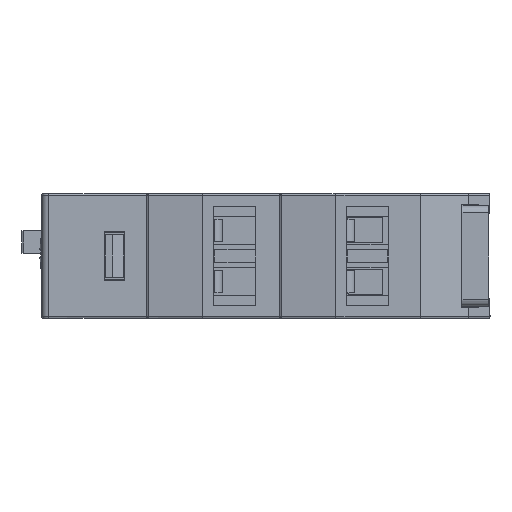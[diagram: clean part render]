
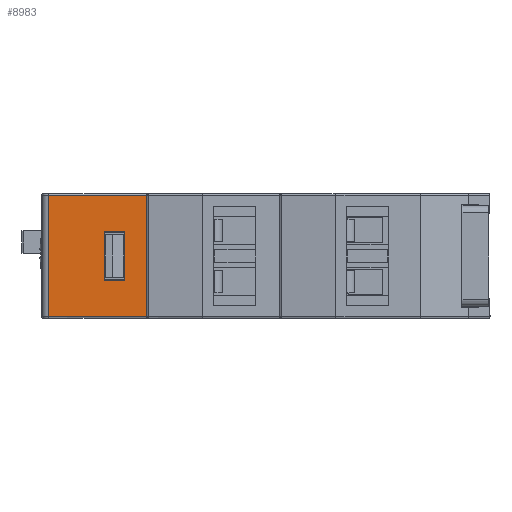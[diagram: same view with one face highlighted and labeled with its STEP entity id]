
A CAD part, left-side view. The second image highlights one B-rep face of the part: STEP entity #8983.
In plain terms, the highlighted planar face has unit normal (-1, 0, 0).
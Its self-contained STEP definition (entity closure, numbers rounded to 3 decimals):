
#438 = LINE ( 'NONE', #27502, #32930 ) ;
#2187 = VERTEX_POINT ( 'NONE', #20396 ) ;
#3031 = DIRECTION ( 'NONE',  ( 0., 0., -1. ) ) ;
#3649 = CARTESIAN_POINT ( 'NONE',  ( -39.056, 32.548, -4.65 ) ) ;
#3791 = VECTOR ( 'NONE', #5473, 1000. ) ;
#4083 = CARTESIAN_POINT ( 'NONE',  ( -39.056, 26.548, -9.85 ) ) ;
#4659 = LINE ( 'NONE', #10438, #52364 ) ;
#5163 = VERTEX_POINT ( 'NONE', #15728 ) ;
#5276 = CARTESIAN_POINT ( 'NONE',  ( -39.056, 26.548, 2.35 ) ) ;
#5473 = DIRECTION ( 'NONE',  ( 0., -1., 0. ) ) ;
#6661 = DIRECTION ( 'NONE',  ( 0., 0., -1. ) ) ;
#8109 = EDGE_LOOP ( 'NONE', ( #56005, #37238, #10534, #45014 ) ) ;
#8454 = LINE ( 'NONE', #43068, #51789 ) ;
#8498 = DIRECTION ( 'NONE',  ( 1., 0., 0. ) ) ;
#8522 = DIRECTION ( 'NONE',  ( 0., 0., 1. ) ) ;
#8983 = ADVANCED_FACE ( 'NONE', ( #35358, #33898 ), #49486, .F. ) ;
#9056 = ORIENTED_EDGE ( 'NONE', *, *, #34480, .T. ) ;
#9526 = ORIENTED_EDGE ( 'NONE', *, *, #35003, .F. ) ;
#10438 = CARTESIAN_POINT ( 'NONE',  ( -39.056, 32.548, -4.65 ) ) ;
#10534 = ORIENTED_EDGE ( 'NONE', *, *, #41092, .T. ) ;
#11106 = CARTESIAN_POINT ( 'NONE',  ( -39.056, 40.548, -10.05 ) ) ;
#11187 = VERTEX_POINT ( 'NONE', #22332 ) ;
#11438 = AXIS2_PLACEMENT_3D ( 'NONE', #17585, #8498, #3031 ) ;
#13761 = CARTESIAN_POINT ( 'NONE',  ( -39.056, 26.548, 7.55 ) ) ;
#13981 = CARTESIAN_POINT ( 'NONE',  ( -39.056, 29.748, -4.65 ) ) ;
#14005 = LINE ( 'NONE', #42765, #43564 ) ;
#15728 = CARTESIAN_POINT ( 'NONE',  ( -39.056, 29.748, 2.35 ) ) ;
#17585 = CARTESIAN_POINT ( 'NONE',  ( -39.056, 26.548, 7.75 ) ) ;
#20396 = CARTESIAN_POINT ( 'NONE',  ( -39.056, 40.548, -9.85 ) ) ;
#22332 = CARTESIAN_POINT ( 'NONE',  ( -39.056, 26.548, -9.85 ) ) ;
#24373 = DIRECTION ( 'NONE',  ( 0., -1., 0. ) ) ;
#24965 = CARTESIAN_POINT ( 'NONE',  ( -39.056, 26.548, 7.55 ) ) ;
#25708 = EDGE_CURVE ( 'NONE', #2187, #11187, #56025, .T. ) ;
#27502 = CARTESIAN_POINT ( 'NONE',  ( -39.056, 32.548, 7.75 ) ) ;
#27764 = LINE ( 'NONE', #24965, #33564 ) ;
#31435 = DIRECTION ( 'NONE',  ( 0., 0., -1. ) ) ;
#32564 = EDGE_CURVE ( 'NONE', #40822, #58399, #438, .T. ) ;
#32930 = VECTOR ( 'NONE', #8522, 1000. ) ;
#33470 = VERTEX_POINT ( 'NONE', #43140 ) ;
#33564 = VECTOR ( 'NONE', #57313, 1000. ) ;
#33898 = FACE_BOUND ( 'NONE', #8109, .T. ) ;
#34480 = EDGE_CURVE ( 'NONE', #33470, #2187, #48373, .T. ) ;
#34498 = ORIENTED_EDGE ( 'NONE', *, *, #25708, .T. ) ;
#35003 = EDGE_CURVE ( 'NONE', #41920, #11187, #14005, .T. ) ;
#35358 = FACE_OUTER_BOUND ( 'NONE', #50433, .T. ) ;
#37238 = ORIENTED_EDGE ( 'NONE', *, *, #32564, .T. ) ;
#38990 = EDGE_CURVE ( 'NONE', #40822, #49810, #4659, .T. ) ;
#40822 = VERTEX_POINT ( 'NONE', #3649 ) ;
#41092 = EDGE_CURVE ( 'NONE', #58399, #5163, #46520, .T. ) ;
#41920 = VERTEX_POINT ( 'NONE', #13761 ) ;
#42765 = CARTESIAN_POINT ( 'NONE',  ( -39.056, 26.548, 7.75 ) ) ;
#43068 = CARTESIAN_POINT ( 'NONE',  ( -39.056, 29.748, 7.75 ) ) ;
#43140 = CARTESIAN_POINT ( 'NONE',  ( -39.056, 40.548, 7.55 ) ) ;
#43564 = VECTOR ( 'NONE', #31435, 1000. ) ;
#45014 = ORIENTED_EDGE ( 'NONE', *, *, #49383, .T. ) ;
#45951 = VECTOR ( 'NONE', #55406, 1000. ) ;
#46520 = LINE ( 'NONE', #5276, #3791 ) ;
#48373 = LINE ( 'NONE', #11106, #59944 ) ;
#49383 = EDGE_CURVE ( 'NONE', #5163, #49810, #8454, .T. ) ;
#49486 = PLANE ( 'NONE',  #11438 ) ;
#49810 = VERTEX_POINT ( 'NONE', #13981 ) ;
#50433 = EDGE_LOOP ( 'NONE', ( #57417, #9056, #34498, #9526 ) ) ;
#51789 = VECTOR ( 'NONE', #52163, 1000. ) ;
#52163 = DIRECTION ( 'NONE',  ( 0., 0., -1. ) ) ;
#52364 = VECTOR ( 'NONE', #24373, 1000. ) ;
#55406 = DIRECTION ( 'NONE',  ( 0., -1., 0. ) ) ;
#56005 = ORIENTED_EDGE ( 'NONE', *, *, #38990, .F. ) ;
#56025 = LINE ( 'NONE', #4083, #45951 ) ;
#57313 = DIRECTION ( 'NONE',  ( 0., 1., 0. ) ) ;
#57417 = ORIENTED_EDGE ( 'NONE', *, *, #57516, .T. ) ;
#57485 = CARTESIAN_POINT ( 'NONE',  ( -39.056, 32.548, 2.35 ) ) ;
#57516 = EDGE_CURVE ( 'NONE', #41920, #33470, #27764, .T. ) ;
#58399 = VERTEX_POINT ( 'NONE', #57485 ) ;
#59944 = VECTOR ( 'NONE', #6661, 1000. ) ;
